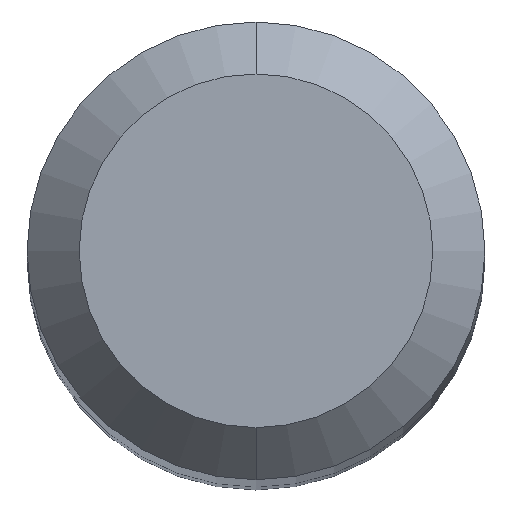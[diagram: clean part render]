
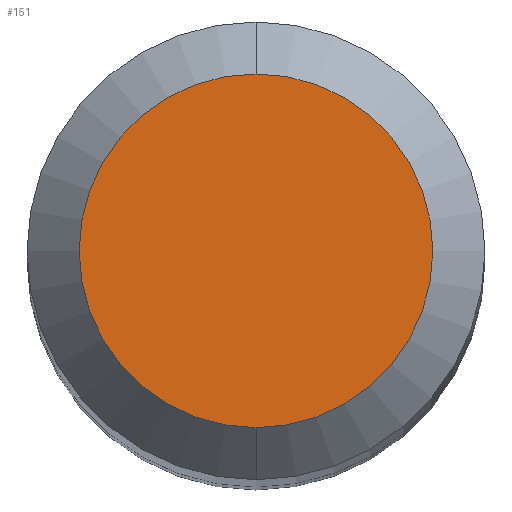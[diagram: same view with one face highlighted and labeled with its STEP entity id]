
A CAD part, top view. The second image highlights one B-rep face of the part: STEP entity #151.
In plain terms, the highlighted planar face has unit normal (0, 0, 1).
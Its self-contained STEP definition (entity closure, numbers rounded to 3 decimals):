
#8 = FACE_OUTER_BOUND ( 'NONE', #164, .T. ) ;
#26 = VERTEX_POINT ( 'NONE', #269 ) ;
#33 = PLANE ( 'NONE',  #180 ) ;
#75 = ORIENTED_EDGE ( 'NONE', *, *, #325, .F. ) ;
#81 = DIRECTION ( 'NONE',  ( 0., 1., 0. ) ) ;
#83 = DIRECTION ( 'NONE',  ( 0., 0., -1. ) ) ;
#87 = DIRECTION ( 'NONE',  ( 0., 1., 0. ) ) ;
#88 = CARTESIAN_POINT ( 'NONE',  ( 0., 0., 58. ) ) ;
#100 = EDGE_CURVE ( 'NONE', #316, #26, #185, .T. ) ;
#101 = AXIS2_PLACEMENT_3D ( 'NONE', #256, #336, #87 ) ;
#117 = DIRECTION ( 'NONE',  ( 0., 1., 0. ) ) ;
#151 = ADVANCED_FACE ( 'NONE', ( #8 ), #33, .F. ) ;
#164 = EDGE_LOOP ( 'NONE', ( #75, #218 ) ) ;
#168 = DIRECTION ( 'NONE',  ( 0., 0., -1. ) ) ;
#180 = AXIS2_PLACEMENT_3D ( 'NONE', #88, #168, #117 ) ;
#184 = CARTESIAN_POINT ( 'NONE',  ( 0., 0., 58. ) ) ;
#185 = CIRCLE ( 'NONE', #101, 1.7 ) ;
#218 = ORIENTED_EDGE ( 'NONE', *, *, #100, .F. ) ;
#247 = AXIS2_PLACEMENT_3D ( 'NONE', #184, #83, #81 ) ;
#256 = CARTESIAN_POINT ( 'NONE',  ( 0., 0., 58. ) ) ;
#269 = CARTESIAN_POINT ( 'NONE',  ( 0., 1.7, 58. ) ) ;
#304 = CARTESIAN_POINT ( 'NONE',  ( 0., -1.7, 58. ) ) ;
#316 = VERTEX_POINT ( 'NONE', #304 ) ;
#325 = EDGE_CURVE ( 'NONE', #26, #316, #334, .T. ) ;
#334 = CIRCLE ( 'NONE', #247, 1.7 ) ;
#336 = DIRECTION ( 'NONE',  ( 0., 0., -1. ) ) ;
